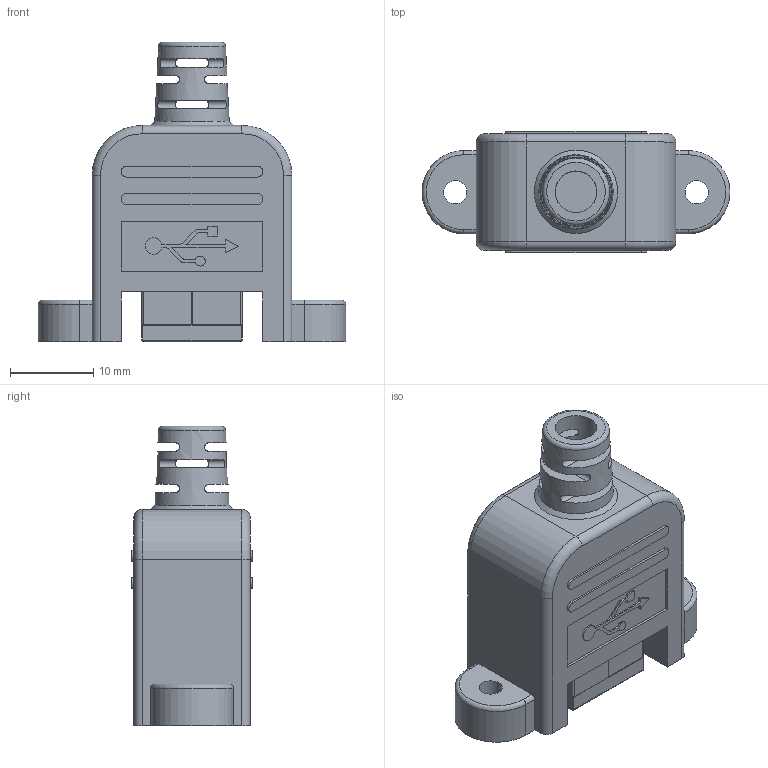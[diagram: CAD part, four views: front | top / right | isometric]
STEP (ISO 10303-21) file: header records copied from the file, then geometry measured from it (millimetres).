
FILE_DESCRIPTION(('USB Type B panel mount'),'2;1');
FILE_NAME('USB_Type_B.stp','2014-07-18T14:11:54',('Grzegorz Suchecki'),(''),'Autodesk Inventor 2013','Autodesk Inventor 2013','');
FILE_SCHEMA(('AUTOMOTIVE_DESIGN { 1 0 10303 214 1 1 1 1 }'));
Length unit declared in the file: millimetre
Products named in the file (6): USB_Type_B; USB_Type_B_Part1; USB_Type_B_Assembly1; USB_Type_B_Part3; USB_Type_B_Part2; USB_Type_B_Part4
Assembly tree (8 placements, depth 3):
  USB_Type_B
    USB_Type_B_Part1
    USB_Type_B_Assembly1
      USB_Type_B_Part3
      USB_Type_B_Part2
      USB_Type_B_Part4  x4
Bounding box: 37 x 14.6 x 36 mm (x, y, z)
Volume: 8004.4 mm3; surface area: 5982 mm2
Topology: 7 solids, 7 shells, 697 faces, 1696 edges, 1012 vertices
Faces by surface type: plane 523, cylinder 157, bspline 8, torus 7, cone 2
Full cylindrical faces by diameter (mm): 2.8 x2, 5 x1
Entity records: 14181 total; most frequent: CARTESIAN_POINT 3147, ORIENTED_EDGE 2276, DIRECTION 2180, EDGE_CURVE 1138, VECTOR 882, LINE 882, VERTEX_POINT 708, AXIS2_PLACEMENT_3D 649
